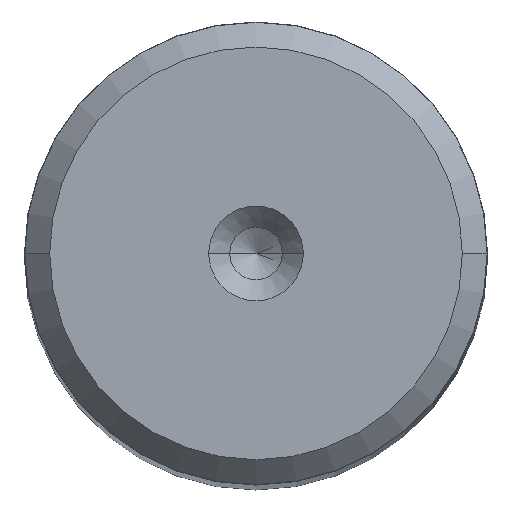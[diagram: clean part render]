
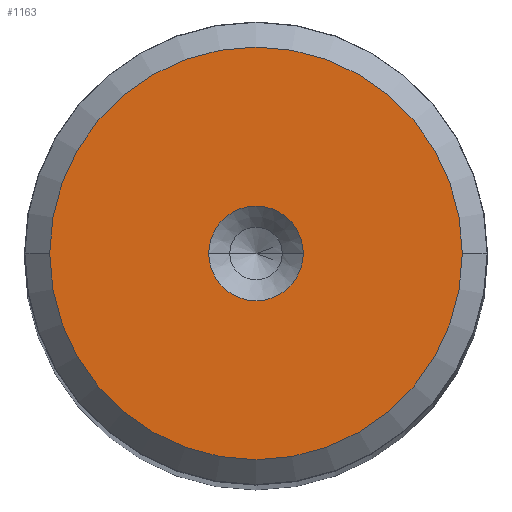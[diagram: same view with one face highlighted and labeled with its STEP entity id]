
A CAD part, top view. The second image highlights one B-rep face of the part: STEP entity #1163.
In plain terms, the highlighted planar face has unit normal (0, 0, 1).
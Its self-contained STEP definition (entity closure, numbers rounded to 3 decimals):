
#25 = FACE_OUTER_BOUND ( 'NONE', #906, .T. ) ;
#80 = EDGE_CURVE ( 'NONE', #2578, #2368, #2364, .T. ) ;
#185 = CARTESIAN_POINT ( 'NONE',  ( 0., 0., 140. ) ) ;
#229 = CARTESIAN_POINT ( 'NONE',  ( -9.809, 0., 140. ) ) ;
#323 = DIRECTION ( 'NONE',  ( 0., 0., 1. ) ) ;
#384 = EDGE_CURVE ( 'NONE', #1509, #2386, #2624, .T. ) ;
#388 = DIRECTION ( 'NONE',  ( 0., 0., 1. ) ) ;
#442 = DIRECTION ( 'NONE',  ( 1., 0., 0. ) ) ;
#479 = ORIENTED_EDGE ( 'NONE', *, *, #2359, .T. ) ;
#659 = DIRECTION ( 'NONE',  ( 0., 0., 1. ) ) ;
#748 = DIRECTION ( 'NONE',  ( 1., 0., 0. ) ) ;
#842 = PLANE ( 'NONE',  #2481 ) ;
#850 = EDGE_LOOP ( 'NONE', ( #1871, #857 ) ) ;
#857 = ORIENTED_EDGE ( 'NONE', *, *, #1375, .F. ) ;
#906 = EDGE_LOOP ( 'NONE', ( #479, #2435 ) ) ;
#983 = CARTESIAN_POINT ( 'NONE',  ( 0., 0., 140. ) ) ;
#1129 = AXIS2_PLACEMENT_3D ( 'NONE', #1616, #323, #748 ) ;
#1163 = ADVANCED_FACE ( 'NONE', ( #1408, #25 ), #842, .T. ) ;
#1321 = CARTESIAN_POINT ( 'NONE',  ( 0., 0., 140. ) ) ;
#1375 = EDGE_CURVE ( 'NONE', #2368, #2578, #1893, .T. ) ;
#1408 = FACE_BOUND ( 'NONE', #850, .T. ) ;
#1509 = VERTEX_POINT ( 'NONE', #2203 ) ;
#1542 = AXIS2_PLACEMENT_3D ( 'NONE', #983, #2696, #1610 ) ;
#1610 = DIRECTION ( 'NONE',  ( 1., 0., 0. ) ) ;
#1616 = CARTESIAN_POINT ( 'NONE',  ( 0., 0., 140. ) ) ;
#1701 = DIRECTION ( 'NONE',  ( 1., 0., 0. ) ) ;
#1871 = ORIENTED_EDGE ( 'NONE', *, *, #80, .F. ) ;
#1893 = CIRCLE ( 'NONE', #1129, 2.25 ) ;
#1969 = CARTESIAN_POINT ( 'NONE',  ( -2.25, 0., 140. ) ) ;
#2071 = CIRCLE ( 'NONE', #2789, 9.809 ) ;
#2203 = CARTESIAN_POINT ( 'NONE',  ( 9.809, 0., 140. ) ) ;
#2359 = EDGE_CURVE ( 'NONE', #2386, #1509, #2071, .T. ) ;
#2364 = CIRCLE ( 'NONE', #2695, 2.25 ) ;
#2368 = VERTEX_POINT ( 'NONE', #1969 ) ;
#2386 = VERTEX_POINT ( 'NONE', #229 ) ;
#2435 = ORIENTED_EDGE ( 'NONE', *, *, #384, .T. ) ;
#2481 = AXIS2_PLACEMENT_3D ( 'NONE', #2797, #2593, #2807 ) ;
#2578 = VERTEX_POINT ( 'NONE', #2719 ) ;
#2593 = DIRECTION ( 'NONE',  ( 0., 0., 1. ) ) ;
#2624 = CIRCLE ( 'NONE', #1542, 9.809 ) ;
#2695 = AXIS2_PLACEMENT_3D ( 'NONE', #185, #388, #1701 ) ;
#2696 = DIRECTION ( 'NONE',  ( 0., 0., 1. ) ) ;
#2719 = CARTESIAN_POINT ( 'NONE',  ( 2.25, 0., 140. ) ) ;
#2789 = AXIS2_PLACEMENT_3D ( 'NONE', #1321, #659, #442 ) ;
#2797 = CARTESIAN_POINT ( 'NONE',  ( 0., 0., 140. ) ) ;
#2807 = DIRECTION ( 'NONE',  ( 1., 0., 0. ) ) ;
